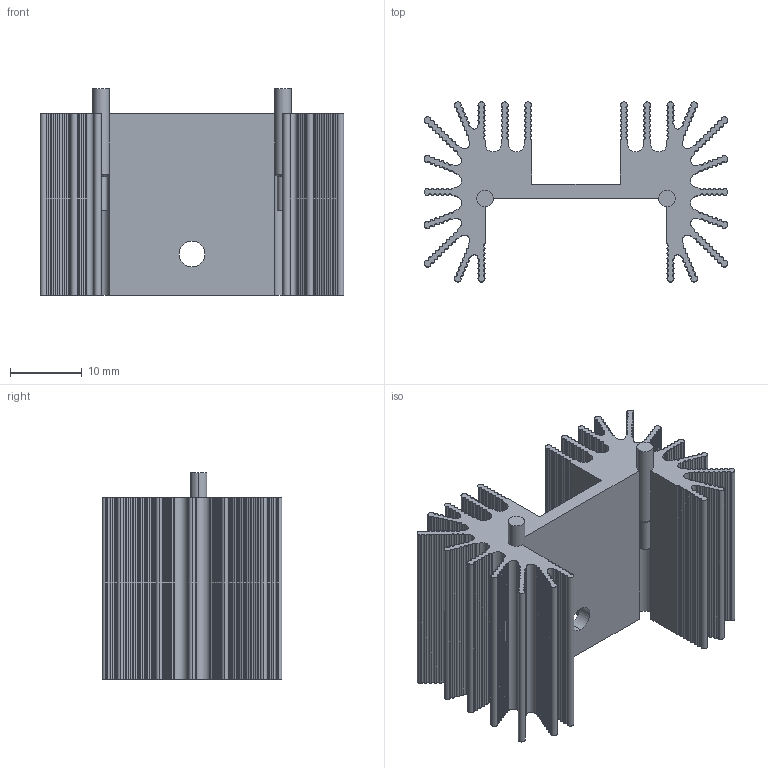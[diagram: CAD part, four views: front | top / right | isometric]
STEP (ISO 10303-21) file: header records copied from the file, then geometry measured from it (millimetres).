
FILE_DESCRIPTION (( 'STEP AP203' ), '1' );
FILE_NAME ('WMHP-HS-25AB005.STEP', '2017-10-13T11:30:52', ( '' ), ( '' ), 'SwSTEP 2.0', 'SolidWorks 2015', '' );
FILE_SCHEMA (( 'CONFIG_CONTROL_DESIGN' ));
Length unit declared in the file: millimetre
Products named in the file (1): WMHP-HS-25AB005
Bounding box: 42.4 x 25.13 x 28.9 mm (x, y, z)
Volume: 7995.3 mm3; surface area: 10797.7 mm2
Topology: 1 solids, 1 shells, 946 faces, 2819 edges, 1875 vertices
Faces by surface type: cylinder 880, plane 62, cone 4
Entity records: 32903 total; most frequent: DIRECTION 6476, CARTESIAN_POINT 5641, ORIENTED_EDGE 5638, EDGE_CURVE 2819, AXIS2_PLACEMENT_3D 2710, VERTEX_POINT 1875, CIRCLE 1763, LINE 1056
